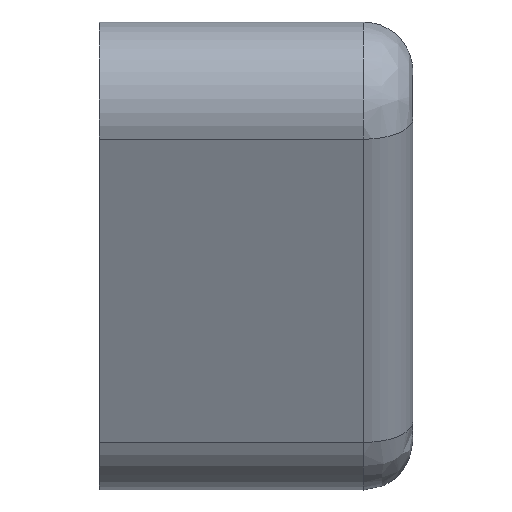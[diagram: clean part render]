
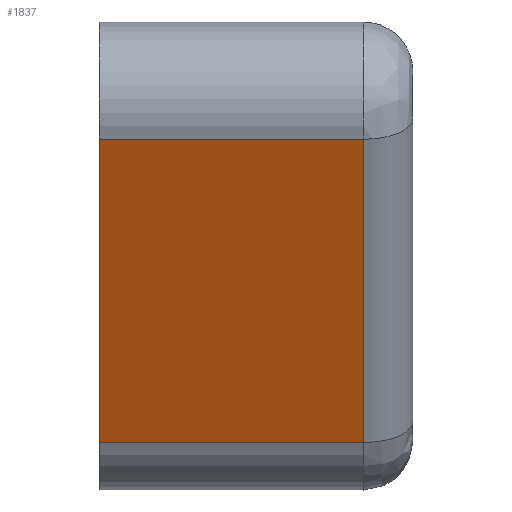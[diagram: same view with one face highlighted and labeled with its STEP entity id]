
A CAD part, front view. The second image highlights one B-rep face of the part: STEP entity #1837.
In plain terms, the highlighted planar face has unit normal (0, -0.907, -0.42).
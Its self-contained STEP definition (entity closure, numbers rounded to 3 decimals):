
#73=PLANE('',#2036);
#162=FACE_OUTER_BOUND('',#269,.T.);
#269=EDGE_LOOP('',(#1640,#1641,#1642,#1643));
#398=LINE('',#2989,#565);
#444=LINE('',#3118,#611);
#445=LINE('',#3121,#612);
#446=LINE('',#3122,#613);
#565=VECTOR('',#2402,10.);
#611=VECTOR('',#2560,10.);
#612=VECTOR('',#2563,10.);
#613=VECTOR('',#2564,10.);
#858=VERTEX_POINT('',#2987);
#859=VERTEX_POINT('',#2988);
#886=VERTEX_POINT('',#3116);
#887=VERTEX_POINT('',#3120);
#1078=EDGE_CURVE('',#858,#859,#398,.T.);
#1141=EDGE_CURVE('',#886,#859,#444,.T.);
#1142=EDGE_CURVE('',#887,#886,#445,.T.);
#1143=EDGE_CURVE('',#858,#887,#446,.T.);
#1640=ORIENTED_EDGE('',*,*,#1078,.T.);
#1641=ORIENTED_EDGE('',*,*,#1141,.F.);
#1642=ORIENTED_EDGE('',*,*,#1142,.F.);
#1643=ORIENTED_EDGE('',*,*,#1143,.F.);
#1837=ADVANCED_FACE('',(#162),#73,.T.);
#2036=AXIS2_PLACEMENT_3D('',#3119,#2561,#2562);
#2402=DIRECTION('',(0.,0.42,-0.908));
#2560=DIRECTION('',(-1.,0.,0.));
#2561=DIRECTION('center_axis',(0.,-0.908,
-0.42));
#2562=DIRECTION('ref_axis',(0.,-0.42,0.908));
#2563=DIRECTION('',(0.,0.42,-0.908));
#2564=DIRECTION('',(1.,0.,0.));
#2987=CARTESIAN_POINT('',(-28.071,-47.108,-0.475));
#2988=CARTESIAN_POINT('',(-28.071,-38.61,-18.837));
#2989=CARTESIAN_POINT('',(-28.071,-37.928,-20.31));
#3116=CARTESIAN_POINT('',(-12.071,-38.61,-18.837));
#3118=CARTESIAN_POINT('',(-9.071,-38.61,-18.837));
#3119=CARTESIAN_POINT('Origin',(-9.071,-36.51,-23.375));
#3120=CARTESIAN_POINT('',(-12.071,-47.108,-0.475));
#3121=CARTESIAN_POINT('',(-12.071,-37.903,-20.365));
#3122=CARTESIAN_POINT('',(-9.071,-47.108,-0.475));
